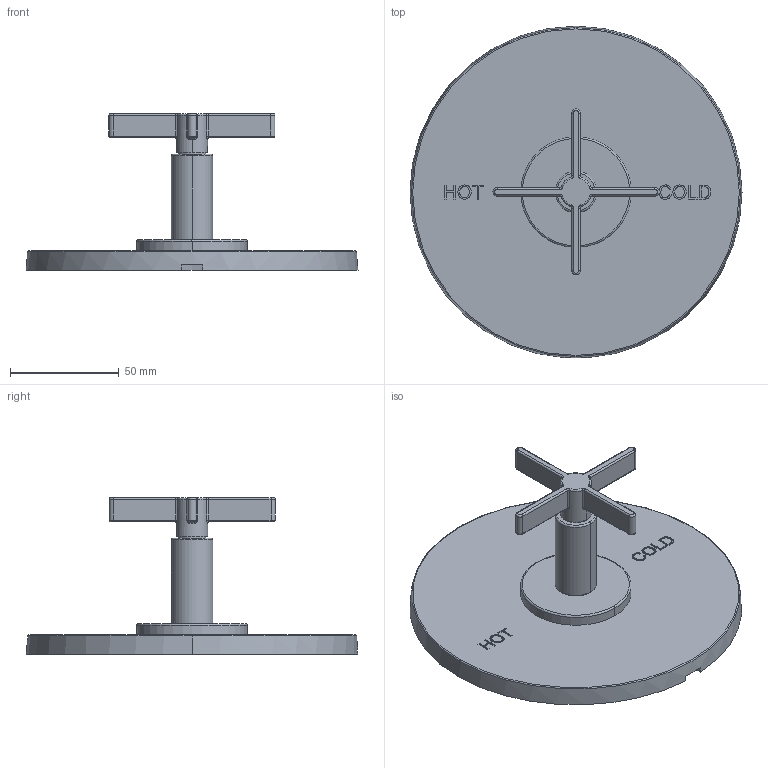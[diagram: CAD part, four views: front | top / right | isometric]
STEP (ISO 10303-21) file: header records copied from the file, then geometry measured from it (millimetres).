
FILE_DESCRIPTION((''),'2;1');
FILE_NAME('4-3334BP_ASM','2020-09-15T10:15:56',('jinson.thomas'),(''),'CREO PARAMETRIC BY PTC INC, 2018400','CREO PARAMETRIC BY PTC INC, 2018400','');
FILE_SCHEMA(('CONFIG_CONTROL_DESIGN'));
Length unit declared in the file: inch
Products named in the file (9): 30749; 20-502_ASM; 13532; 20-565_ASM; 13533; 13535; 20-567_ASM; 3-722_ASM; 4-3334BP_ASM
Assembly tree (8 placements, depth 4):
  4-3334BP_ASM
    20-502_ASM
      30749
    3-722_ASM
      20-565_ASM
        13532
      20-567_ASM
        13533
        13535
Bounding box: 152.4 x 152.25 x 71.91 mm (x, y, z)
Volume: 82409.5 mm3; surface area: 57824.6 mm2
Topology: 4 solids, 4 shells, 377 faces, 968 edges, 620 vertices
Faces by surface type: plane 120, cylinder 110, extrusion 76, torus 30, bspline 27, cone 14
Entity records: 16976 total; most frequent: CARTESIAN_POINT 8054, ORIENTED_EDGE 1932, DIRECTION 1575, EDGE_CURVE 966, VERTEX_POINT 620, AXIS2_PLACEMENT_3D 535, VECTOR 505, LINE 429
